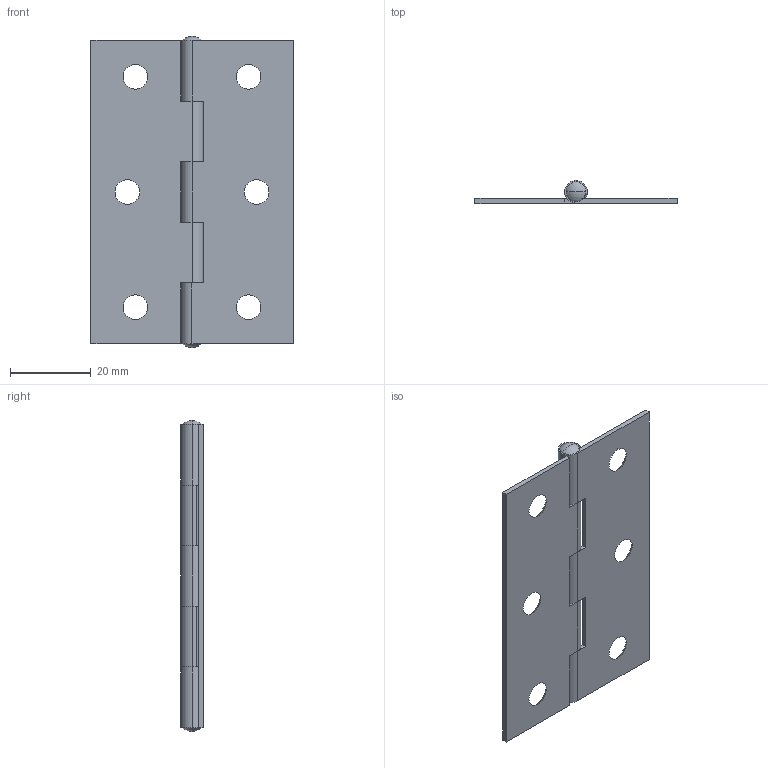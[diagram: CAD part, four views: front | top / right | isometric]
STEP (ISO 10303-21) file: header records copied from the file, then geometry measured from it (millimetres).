
FILE_DESCRIPTION (( 'STEP AP203' ), '1' );
FILE_NAME ('T63600.STEP', '2018-08-15T14:53:07', ( '' ), ( '' ), 'SwSTEP 2.0', 'SolidWorks 2016', '' );
FILE_SCHEMA (( 'CONFIG_CONTROL_DESIGN' ));
Length unit declared in the file: millimetre
Products named in the file (3): T63600-1; T63600; T63600-2
Assembly tree (2 placements, depth 2):
  T63600
    T63600-1
    T63600-2
Bounding box: 50 x 5.6 x 77 mm (x, y, z)
Volume: 5580 mm3; surface area: 9164.5 mm2
Topology: 2 solids, 2 shells, 70 faces, 208 edges, 138 vertices
Faces by surface type: plane 30, cylinder 24, cone 12, sphere 4
Entity records: 2725 total; most frequent: DIRECTION 450, CARTESIAN_POINT 421, ORIENTED_EDGE 416, EDGE_CURVE 208, AXIS2_PLACEMENT_3D 167, VERTEX_POINT 138, VECTOR 116, LINE 116
